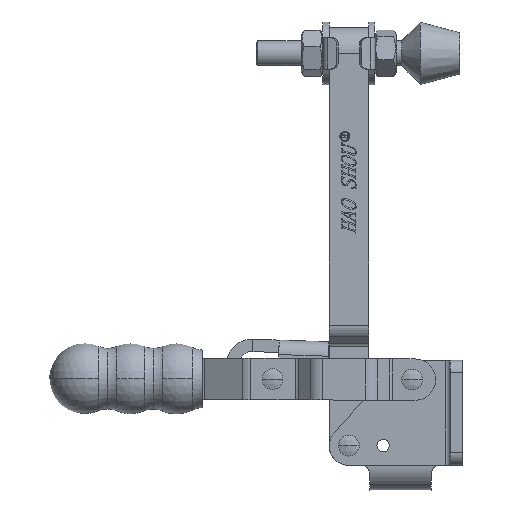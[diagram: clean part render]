
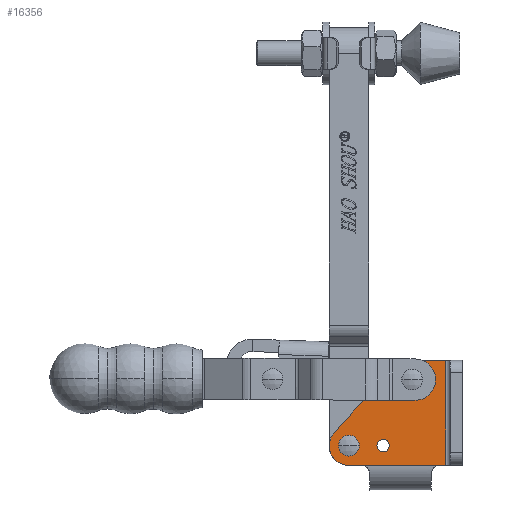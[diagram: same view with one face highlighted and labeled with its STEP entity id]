
A CAD part, left-side view. The second image highlights one B-rep face of the part: STEP entity #16356.
In plain terms, the highlighted planar face has unit normal (-1, 0, 0).
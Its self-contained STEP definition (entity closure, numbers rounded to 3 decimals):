
#931 = CARTESIAN_POINT ( 'NONE',  ( -6., 2.5, 0. ) ) ;
#3519 = VERTEX_POINT ( 'NONE', #3757 ) ;
#3537 = VERTEX_POINT ( 'NONE', #3759 ) ;
#3610 = VERTEX_POINT ( 'NONE', #931 ) ;
#3645 = VERTEX_POINT ( 'NONE', #19523 ) ;
#3649 = VERTEX_POINT ( 'NONE', #19538 ) ;
#3757 = CARTESIAN_POINT ( 'NONE',  ( -6., 24.5, 0. ) ) ;
#3759 = CARTESIAN_POINT ( 'NONE',  ( -6., 9.3, 18.75 ) ) ;
#5164 = ORIENTED_EDGE ( 'NONE', *, *, #6302, .F. ) ;
#5165 = ORIENTED_EDGE ( 'NONE', *, *, #6290, .F. ) ;
#5166 = ORIENTED_EDGE ( 'NONE', *, *, #6289, .T. ) ;
#5167 = ORIENTED_EDGE ( 'NONE', *, *, #6268, .T. ) ;
#5168 = ORIENTED_EDGE ( 'NONE', *, *, #6291, .T. ) ;
#5169 = ORIENTED_EDGE ( 'NONE', *, *, #6260, .T. ) ;
#5170 = ORIENTED_EDGE ( 'NONE', *, *, #6292, .F. ) ;
#5171 = ORIENTED_EDGE ( 'NONE', *, *, #6293, .F. ) ;
#5172 = ORIENTED_EDGE ( 'NONE', *, *, #6295, .F. ) ;
#5173 = ORIENTED_EDGE ( 'NONE', *, *, #6296, .F. ) ;
#5174 = ORIENTED_EDGE ( 'NONE', *, *, #6297, .F. ) ;
#5175 = ORIENTED_EDGE ( 'NONE', *, *, #6298, .F. ) ;
#5176 = ORIENTED_EDGE ( 'NONE', *, *, #6300, .F. ) ;
#5177 = ORIENTED_EDGE ( 'NONE', *, *, #6301, .F. ) ;
#5178 = ORIENTED_EDGE ( 'NONE', *, *, #6303, .F. ) ;
#5179 = ORIENTED_EDGE ( 'NONE', *, *, #6305, .F. ) ;
#6260 = EDGE_CURVE ( 'NONE', #7908, #19710, #25072, .T. ) ;
#6268 = EDGE_CURVE ( 'NONE', #8563, #3537, #25082, .T. ) ;
#6289 = EDGE_CURVE ( 'NONE', #3537, #8563, #25114, .T. ) ;
#6290 = EDGE_CURVE ( 'NONE', #3645, #3649, #25116, .T. ) ;
#6291 = EDGE_CURVE ( 'NONE', #19710, #7908, #25117, .T. ) ;
#6292 = EDGE_CURVE ( 'NONE', #11751, #3610, #25118, .T. ) ;
#6293 = EDGE_CURVE ( 'NONE', #11587, #11751, #25119, .T. ) ;
#6295 = EDGE_CURVE ( 'NONE', #11410, #11587, #25108, .T. ) ;
#6296 = EDGE_CURVE ( 'NONE', #19596, #11410, #25123, .T. ) ;
#6297 = EDGE_CURVE ( 'NONE', #19606, #19596, #25127, .T. ) ;
#6298 = EDGE_CURVE ( 'NONE', #7907, #19606, #25128, .T. ) ;
#6300 = EDGE_CURVE ( 'NONE', #16800, #7907, #25125, .T. ) ;
#6301 = EDGE_CURVE ( 'NONE', #3519, #16800, #25132, .T. ) ;
#6302 = EDGE_CURVE ( 'NONE', #3649, #3645, #25134, .T. ) ;
#6303 = EDGE_CURVE ( 'NONE', #16791, #3519, #25135, .T. ) ;
#6305 = EDGE_CURVE ( 'NONE', #3610, #16791, #25138, .T. ) ;
#6830 = CARTESIAN_POINT ( 'NONE',  ( -6., 20.413, 16.388 ) ) ;
#6831 = CARTESIAN_POINT ( 'NONE',  ( -6., 24.5, 6.75 ) ) ;
#6912 = CARTESIAN_POINT ( 'NONE',  ( -6., 9.3, 22.75 ) ) ;
#7012 = CARTESIAN_POINT ( 'NONE',  ( -6., 16., 25.4 ) ) ;
#7068 = CARTESIAN_POINT ( 'NONE',  ( -6., 1., 25.4 ) ) ;
#7101 = CARTESIAN_POINT ( 'NONE',  ( -6., 1., 0. ) ) ;
#7164 = DIRECTION ( 'NONE',  ( -1., 0., 0. ) ) ;
#7168 = CARTESIAN_POINT ( 'NONE',  ( -6., 25., 12.7 ) ) ;
#7169 = PLANE ( 'NONE',  #19809 ) ;
#7170 = DIRECTION ( 'NONE',  ( 0., 0., 1. ) ) ;
#7907 = VERTEX_POINT ( 'NONE', #6830 ) ;
#7908 = VERTEX_POINT ( 'NONE', #6831 ) ;
#8563 = VERTEX_POINT ( 'NONE', #6912 ) ;
#11410 = VERTEX_POINT ( 'NONE', #7012 ) ;
#11587 = VERTEX_POINT ( 'NONE', #7068 ) ;
#11751 = VERTEX_POINT ( 'NONE', #7101 ) ;
#14936 = CARTESIAN_POINT ( 'NONE',  ( -6., 24.5, 4.75 ) ) ;
#14937 = DIRECTION ( 'NONE',  ( 1., 0., 0. ) ) ;
#14938 = DIRECTION ( 'NONE',  ( 0., 0., -1. ) ) ;
#14980 = CARTESIAN_POINT ( 'NONE',  ( -6., 9.3, 20.75 ) ) ;
#14981 = DIRECTION ( 'NONE',  ( 1., 0., 0. ) ) ;
#14982 = DIRECTION ( 'NONE',  ( 0., 0., -1. ) ) ;
#15039 = CARTESIAN_POINT ( 'NONE',  ( -6., 9.3, 20.75 ) ) ;
#15040 = DIRECTION ( 'NONE',  ( 1., 0., 0. ) ) ;
#15041 = DIRECTION ( 'NONE',  ( 0., 0., -1. ) ) ;
#15042 = CARTESIAN_POINT ( 'NONE',  ( -6., 25., 0. ) ) ;
#15043 = DIRECTION ( 'NONE',  ( 0., 1., 0. ) ) ;
#15044 = CARTESIAN_POINT ( 'NONE',  ( -6., 16.2, 4.75 ) ) ;
#15045 = DIRECTION ( 'NONE',  ( -1., 0., 0. ) ) ;
#15046 = DIRECTION ( 'NONE',  ( 0., 0., 1. ) ) ;
#15047 = CARTESIAN_POINT ( 'NONE',  ( -6., 25., 25.4 ) ) ;
#15048 = CARTESIAN_POINT ( 'NONE',  ( -6., 24.5, 4.75 ) ) ;
#15049 = DIRECTION ( 'NONE',  ( 1., 0., 0. ) ) ;
#15050 = DIRECTION ( 'NONE',  ( 0., 0., -1. ) ) ;
#15051 = CARTESIAN_POINT ( 'NONE',  ( -6., 1., 25.4 ) ) ;
#15052 = DIRECTION ( 'NONE',  ( 0., 0., -1. ) ) ;
#15054 = DIRECTION ( 'NONE',  ( 0., 0., 1. ) ) ;
#15056 = DIRECTION ( 'NONE',  ( 0., -1., 0. ) ) ;
#15057 = CARTESIAN_POINT ( 'NONE',  ( -6., 19., 12.7 ) ) ;
#15058 = CARTESIAN_POINT ( 'NONE',  ( -6., 16., 22.4 ) ) ;
#15059 = DIRECTION ( 'NONE',  ( 1., 0., 0. ) ) ;
#15060 = DIRECTION ( 'NONE',  ( 0., 0., 1. ) ) ;
#15061 = DIRECTION ( 'NONE',  ( 0., -0.669, 0.743 ) ) ;
#15062 = CARTESIAN_POINT ( 'NONE',  ( -6., 24.5, 20.068 ) ) ;
#15063 = DIRECTION ( 'NONE',  ( -1., 0., 0. ) ) ;
#15064 = DIRECTION ( 'NONE',  ( 0., 0., 1. ) ) ;
#15065 = CARTESIAN_POINT ( 'NONE',  ( -6., 24.301, 12.07 ) ) ;
#15069 = CARTESIAN_POINT ( 'NONE',  ( -6., 0., 0. ) ) ;
#15070 = DIRECTION ( 'NONE',  ( 0., 1., 0. ) ) ;
#15071 = CARTESIAN_POINT ( 'NONE',  ( -6., 24.5, 4.75 ) ) ;
#15072 = DIRECTION ( 'NONE',  ( 1., 0., 0. ) ) ;
#15073 = DIRECTION ( 'NONE',  ( 0., 0., 1. ) ) ;
#15074 = CARTESIAN_POINT ( 'NONE',  ( -6., 25., 0. ) ) ;
#15075 = DIRECTION ( 'NONE',  ( 0., 1., 0. ) ) ;
#15076 = CARTESIAN_POINT ( 'NONE',  ( -6., 16.2, 4.75 ) ) ;
#15077 = DIRECTION ( 'NONE',  ( -1., 0., 0. ) ) ;
#15078 = DIRECTION ( 'NONE',  ( 0., 0., 1. ) ) ;
#16356 = ADVANCED_FACE ( 'NONE', ( #25438, #25442, #25439, #25441 ), #7169, .T. ) ;
#16791 = VERTEX_POINT ( 'NONE', #21903 ) ;
#16800 = VERTEX_POINT ( 'NONE', #21912 ) ;
#19313 = EDGE_LOOP ( 'NONE', ( #5164, #5165 ) ) ;
#19315 = EDGE_LOOP ( 'NONE', ( #5166, #5167 ) ) ;
#19336 = EDGE_LOOP ( 'NONE', ( #5170, #5171, #5172, #5173, #5174, #5175, #5176, #5177, #5178, #5179 ) ) ;
#19355 = EDGE_LOOP ( 'NONE', ( #5168, #5169 ) ) ;
#19523 = CARTESIAN_POINT ( 'NONE',  ( -6., 16.2, 6.25 ) ) ;
#19538 = CARTESIAN_POINT ( 'NONE',  ( -6., 16.2, 3.25 ) ) ;
#19596 = VERTEX_POINT ( 'NONE', #29992 ) ;
#19606 = VERTEX_POINT ( 'NONE', #30002 ) ;
#19710 = VERTEX_POINT ( 'NONE', #30078 ) ;
#19760 = AXIS2_PLACEMENT_3D ( 'NONE', #14936, #14937, #14938 ) ;
#19762 = AXIS2_PLACEMENT_3D ( 'NONE', #14980, #14981, #14982 ) ;
#19771 = AXIS2_PLACEMENT_3D ( 'NONE', #15039, #15040, #15041 ) ;
#19772 = AXIS2_PLACEMENT_3D ( 'NONE', #15044, #15045, #15046 ) ;
#19773 = AXIS2_PLACEMENT_3D ( 'NONE', #15048, #15049, #15050 ) ;
#19774 = AXIS2_PLACEMENT_3D ( 'NONE', #15058, #15059, #15060 ) ;
#19775 = AXIS2_PLACEMENT_3D ( 'NONE', #15062, #15063, #15064 ) ;
#19777 = AXIS2_PLACEMENT_3D ( 'NONE', #15071, #15072, #15073 ) ;
#19778 = AXIS2_PLACEMENT_3D ( 'NONE', #15076, #15077, #15078 ) ;
#19809 = AXIS2_PLACEMENT_3D ( 'NONE', #7168, #7164, #7170 ) ;
#21903 = CARTESIAN_POINT ( 'NONE',  ( -6., 21.5, 0. ) ) ;
#21912 = CARTESIAN_POINT ( 'NONE',  ( -6., 28.03, 7.928 ) ) ;
#25072 = CIRCLE ( 'NONE', #19760, 2. ) ;
#25082 = CIRCLE ( 'NONE', #19762, 2. ) ;
#25108 = LINE ( 'NONE', #15047, #25126 ) ;
#25114 = CIRCLE ( 'NONE', #19771, 2. ) ;
#25116 = CIRCLE ( 'NONE', #19772, 1.5 ) ;
#25117 = CIRCLE ( 'NONE', #19773, 2. ) ;
#25118 = LINE ( 'NONE', #15042, #25120 ) ;
#25119 = LINE ( 'NONE', #15051, #25122 ) ;
#25120 = VECTOR ( 'NONE', #15043, 1000. ) ;
#25122 = VECTOR ( 'NONE', #15052, 1000. ) ;
#25123 = CIRCLE ( 'NONE', #19774, 3. ) ;
#25125 = LINE ( 'NONE', #15065, #25133 ) ;
#25126 = VECTOR ( 'NONE', #15056, 1000. ) ;
#25127 = LINE ( 'NONE', #15057, #25129 ) ;
#25128 = CIRCLE ( 'NONE', #19775, 5.5 ) ;
#25129 = VECTOR ( 'NONE', #15054, 1000. ) ;
#25132 = CIRCLE ( 'NONE', #19777, 4.75 ) ;
#25133 = VECTOR ( 'NONE', #15061, 1000. ) ;
#25134 = CIRCLE ( 'NONE', #19778, 1.5 ) ;
#25135 = LINE ( 'NONE', #15069, #25137 ) ;
#25137 = VECTOR ( 'NONE', #15070, 1000. ) ;
#25138 = LINE ( 'NONE', #15074, #25140 ) ;
#25140 = VECTOR ( 'NONE', #15075, 1000. ) ;
#25438 = FACE_BOUND ( 'NONE', #19313, .T. ) ;
#25439 = FACE_BOUND ( 'NONE', #19355, .T. ) ;
#25441 = FACE_OUTER_BOUND ( 'NONE', #19336, .T. ) ;
#25442 = FACE_BOUND ( 'NONE', #19315, .T. ) ;
#29992 = CARTESIAN_POINT ( 'NONE',  ( -6., 19., 22.4 ) ) ;
#30002 = CARTESIAN_POINT ( 'NONE',  ( -6., 19., 20.068 ) ) ;
#30078 = CARTESIAN_POINT ( 'NONE',  ( -6., 24.5, 2.75 ) ) ;
